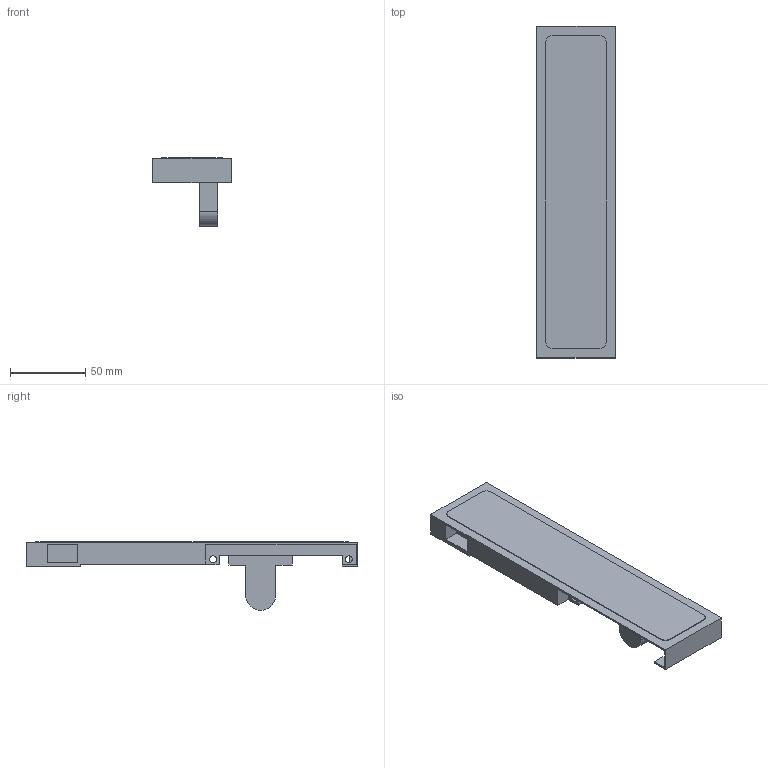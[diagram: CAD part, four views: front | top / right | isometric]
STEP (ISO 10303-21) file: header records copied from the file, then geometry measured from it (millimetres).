
FILE_DESCRIPTION (( 'STEP AP214' ), '1' );
FILE_NAME ('F004525,F004529-RIGHT_3D.STEP', '2023-01-11T09:55:00', ( '' ), ( '' ), 'SwSTEP 2.0', 'SolidWorks 2020', '' );
FILE_SCHEMA (( 'AUTOMOTIVE_DESIGN' ));
Length unit declared in the file: millimetre
Products named in the file (1): F004525,F004529-RIGHT_3D
Bounding box: 52 x 220 x 45.5 mm (x, y, z)
Volume: 129129.5 mm3; surface area: 36096.5 mm2
Topology: 1 solids, 1 shells, 77 faces, 202 edges, 133 vertices
Faces by surface type: plane 59, cylinder 18
Entity records: 2396 total; most frequent: CARTESIAN_POINT 413, ORIENTED_EDGE 404, DIRECTION 396, EDGE_CURVE 202, VECTOR 164, LINE 164, VERTEX_POINT 133, AXIS2_PLACEMENT_3D 116
